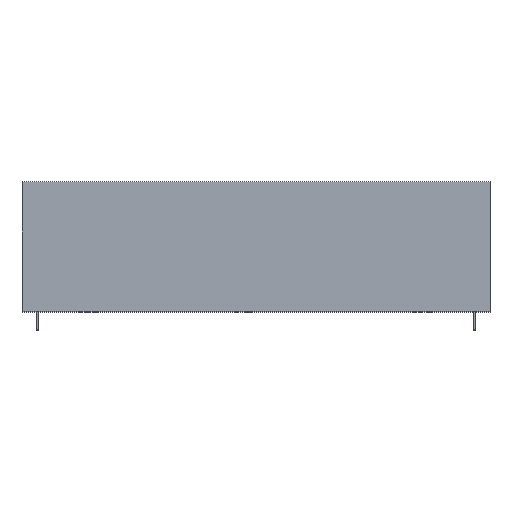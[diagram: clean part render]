
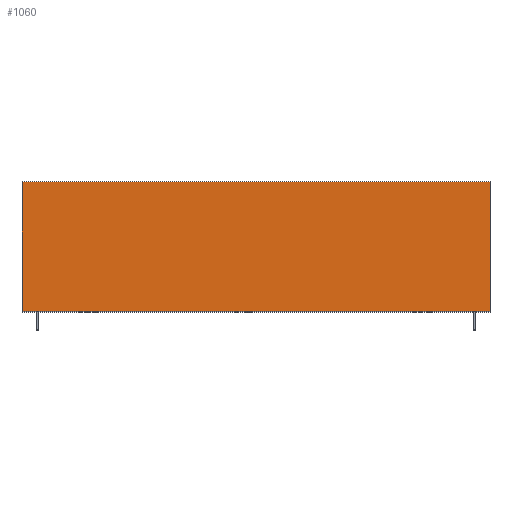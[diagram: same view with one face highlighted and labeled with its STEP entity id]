
A CAD part, top view. The second image highlights one B-rep face of the part: STEP entity #1060.
In plain terms, the highlighted planar face has unit normal (0, 0, 1).
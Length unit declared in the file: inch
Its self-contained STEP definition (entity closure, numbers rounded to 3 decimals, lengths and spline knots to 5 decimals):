
#99 = LINE ( 'NONE', #1488, #104 ) ;
#104 = VECTOR ( 'NONE', #1492, 39.37008 ) ;
#141 = DIRECTION ( 'NONE',  ( 0., -1., 0. ) ) ;
#146 = CARTESIAN_POINT ( 'NONE',  ( 1.535, 0.85, 1.55 ) ) ;
#147 = DIRECTION ( 'NONE',  ( 0., -1., 0. ) ) ;
#148 = CARTESIAN_POINT ( 'NONE',  ( 1.535, 0.85, 1.55 ) ) ;
#149 = DIRECTION ( 'NONE',  ( 1., 0., 0. ) ) ;
#163 = LINE ( 'NONE', #2013, #164 ) ;
#164 = VECTOR ( 'NONE', #141, 39.37008 ) ;
#167 = LINE ( 'NONE', #146, #171 ) ;
#170 = LINE ( 'NONE', #148, #173 ) ;
#171 = VECTOR ( 'NONE', #147, 39.37008 ) ;
#173 = VECTOR ( 'NONE', #149, 39.37008 ) ;
#854 = CARTESIAN_POINT ( 'NONE',  ( -1.535, 0., 1.55 ) ) ;
#859 = CARTESIAN_POINT ( 'NONE',  ( 1.535, 0., 1.55 ) ) ;
#873 = CARTESIAN_POINT ( 'NONE',  ( 1.535, 0.85, 1.55 ) ) ;
#876 = CARTESIAN_POINT ( 'NONE',  ( -1.535, 0.85, 1.55 ) ) ;
#929 = CARTESIAN_POINT ( 'NONE',  ( 1.535, 0.85, 1.55 ) ) ;
#933 = PLANE ( 'NONE',  #1981 ) ;
#934 = DIRECTION ( 'NONE',  ( 0., 0., -1. ) ) ;
#950 = ORIENTED_EDGE ( 'NONE', *, *, #1601, .T. ) ;
#1060 = ADVANCED_FACE ( 'NONE', ( #1082 ), #933, .F. ) ;
#1082 = FACE_OUTER_BOUND ( 'NONE', #1460, .T. ) ;
#1340 = DIRECTION ( 'NONE',  ( -1., 0., 0. ) ) ;
#1399 = ORIENTED_EDGE ( 'NONE', *, *, #1584, .T. ) ;
#1400 = ORIENTED_EDGE ( 'NONE', *, *, #1604, .F. ) ;
#1401 = ORIENTED_EDGE ( 'NONE', *, *, #1605, .F. ) ;
#1422 = VERTEX_POINT ( 'NONE', #859 ) ;
#1423 = VERTEX_POINT ( 'NONE', #854 ) ;
#1460 = EDGE_LOOP ( 'NONE', ( #1399, #1400, #1401, #950 ) ) ;
#1488 = CARTESIAN_POINT ( 'NONE',  ( 1.535, 0., 1.55 ) ) ;
#1492 = DIRECTION ( 'NONE',  ( 1., 0., 0. ) ) ;
#1545 = VERTEX_POINT ( 'NONE', #876 ) ;
#1546 = VERTEX_POINT ( 'NONE', #873 ) ;
#1584 = EDGE_CURVE ( 'NONE', #1423, #1422, #99, .T. ) ;
#1601 = EDGE_CURVE ( 'NONE', #1545, #1423, #163, .T. ) ;
#1604 = EDGE_CURVE ( 'NONE', #1546, #1422, #167, .T. ) ;
#1605 = EDGE_CURVE ( 'NONE', #1545, #1546, #170, .T. ) ;
#1981 = AXIS2_PLACEMENT_3D ( 'NONE', #929, #934, #1340 ) ;
#2013 = CARTESIAN_POINT ( 'NONE',  ( -1.535, 0.85, 1.55 ) ) ;
